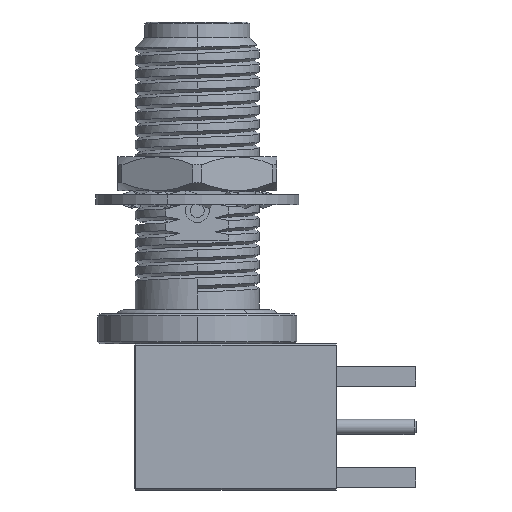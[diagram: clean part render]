
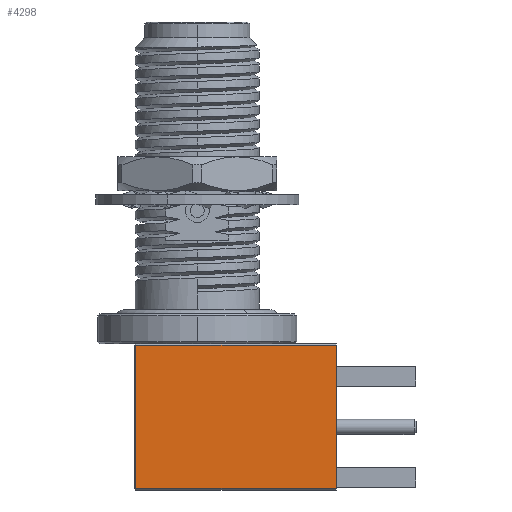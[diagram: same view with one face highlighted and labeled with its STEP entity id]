
A CAD part, left-side view. The second image highlights one B-rep face of the part: STEP entity #4298.
In plain terms, the highlighted planar face has unit normal (-1, 0, 0).
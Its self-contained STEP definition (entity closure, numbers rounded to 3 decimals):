
#325 = EDGE_CURVE ( 'NONE', #10169, #13703, #4731, .T. ) ;
#601 = DIRECTION ( 'NONE',  ( 0., 0., -1. ) ) ;
#651 = DIRECTION ( 'NONE',  ( 0., 0., -1. ) ) ;
#743 = EDGE_CURVE ( 'NONE', #10609, #1261, #11402, .T. ) ;
#1261 = VERTEX_POINT ( 'NONE', #5729 ) ;
#4187 = ORIENTED_EDGE ( 'NONE', *, *, #325, .T. ) ;
#4270 = CARTESIAN_POINT ( 'NONE',  ( -3.175, -3.175, 5. ) ) ;
#4298 = ADVANCED_FACE ( 'NONE', ( #9567 ), #14957, .T. ) ;
#4307 = VECTOR ( 'NONE', #4778, 1000. ) ;
#4731 = LINE ( 'NONE', #12687, #10258 ) ;
#4778 = DIRECTION ( 'NONE',  ( 0., 1., 0. ) ) ;
#5729 = CARTESIAN_POINT ( 'NONE',  ( -3.175, -6.995, -1.27 ) ) ;
#6031 = VECTOR ( 'NONE', #14167, 1000. ) ;
#7421 = CARTESIAN_POINT ( 'NONE',  ( -3.175, -6.995, -1.35 ) ) ;
#7715 = AXIS2_PLACEMENT_3D ( 'NONE', #4270, #8233, #8064 ) ;
#8064 = DIRECTION ( 'NONE',  ( 0., 0., 1. ) ) ;
#8233 = DIRECTION ( 'NONE',  ( -1., 0., 0. ) ) ;
#8779 = LINE ( 'NONE', #15488, #6031 ) ;
#8831 = CARTESIAN_POINT ( 'NONE',  ( -3.175, 3.095, -1.27 ) ) ;
#9567 = FACE_OUTER_BOUND ( 'NONE', #10814, .T. ) ;
#9975 = VECTOR ( 'NONE', #651, 1000. ) ;
#10169 = VERTEX_POINT ( 'NONE', #16775 ) ;
#10258 = VECTOR ( 'NONE', #601, 1000. ) ;
#10609 = VERTEX_POINT ( 'NONE', #13512 ) ;
#10814 = EDGE_LOOP ( 'NONE', ( #4187, #14686, #14120, #12713 ) ) ;
#11402 = LINE ( 'NONE', #7421, #9975 ) ;
#11491 = LINE ( 'NONE', #16867, #4307 ) ;
#12687 = CARTESIAN_POINT ( 'NONE',  ( -3.175, 3.095, -1.35 ) ) ;
#12713 = ORIENTED_EDGE ( 'NONE', *, *, #17328, .T. ) ;
#13512 = CARTESIAN_POINT ( 'NONE',  ( -3.175, -6.995, 5.92 ) ) ;
#13703 = VERTEX_POINT ( 'NONE', #8831 ) ;
#14120 = ORIENTED_EDGE ( 'NONE', *, *, #743, .F. ) ;
#14167 = DIRECTION ( 'NONE',  ( 0., -1., 0. ) ) ;
#14686 = ORIENTED_EDGE ( 'NONE', *, *, #15429, .T. ) ;
#14957 = PLANE ( 'NONE',  #7715 ) ;
#15429 = EDGE_CURVE ( 'NONE', #13703, #1261, #8779, .T. ) ;
#15488 = CARTESIAN_POINT ( 'NONE',  ( -3.175, -3.175, -1.27 ) ) ;
#16775 = CARTESIAN_POINT ( 'NONE',  ( -3.175, 3.095, 5.92 ) ) ;
#16867 = CARTESIAN_POINT ( 'NONE',  ( -3.175, 3.175, 5.92 ) ) ;
#17328 = EDGE_CURVE ( 'NONE', #10609, #10169, #11491, .T. ) ;
